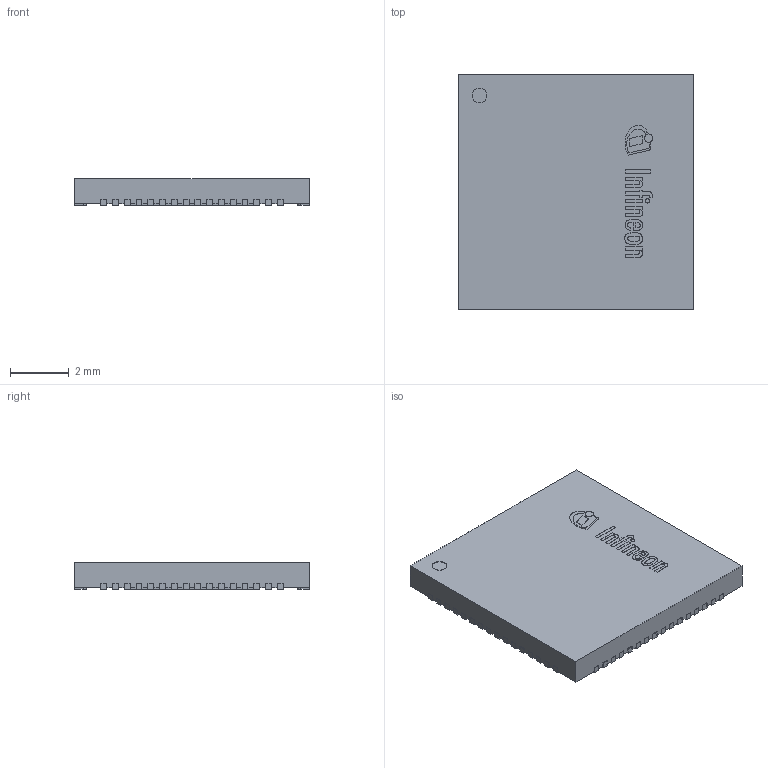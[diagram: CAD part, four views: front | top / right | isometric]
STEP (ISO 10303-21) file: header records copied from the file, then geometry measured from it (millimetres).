
FILE_DESCRIPTION(/* description */ (''),/* implementation_level */ '2;1');
FILE_NAME(/* name */ 'PG-VQFN-64-6_Z8B00174100_V04_3D.stp',/* time_stamp */ '2019-04-10T13:16:31+06:00',/* author */ ('janartha'),/* organization */ (''),/* preprocessor_version */ 'ST-DEVELOPER v16.13',/* originating_system */ 'AutoCAD Mechanical',/* authorisation */ '');
FILE_SCHEMA (('AUTOMOTIVE_DESIGN { 1 0 10303 214 3 1 1 }'));
Length unit declared in the file: millimetre
Products named in the file (1): Product
Bounding box: 8 x 8 x 0.91 mm (x, y, z)
Volume: 55.4 mm3; surface area: 235.2 mm2
Topology: 79 solids, 79 shells, 782 faces, 1866 edges, 1244 vertices
Faces by surface type: plane 624, cylinder 140, bspline 18
Full cylindrical faces by diameter (mm): 0.142 x1, 0.287 x1, 0.5 x2
Entity records: 22695 total; most frequent: CARTESIAN_POINT 4396, ORIENTED_EDGE 3724, DIRECTION 3636, EDGE_CURVE 1862, LINE 1546, VECTOR 1546, VERTEX_POINT 1244, AXIS2_PLACEMENT_3D 1045
